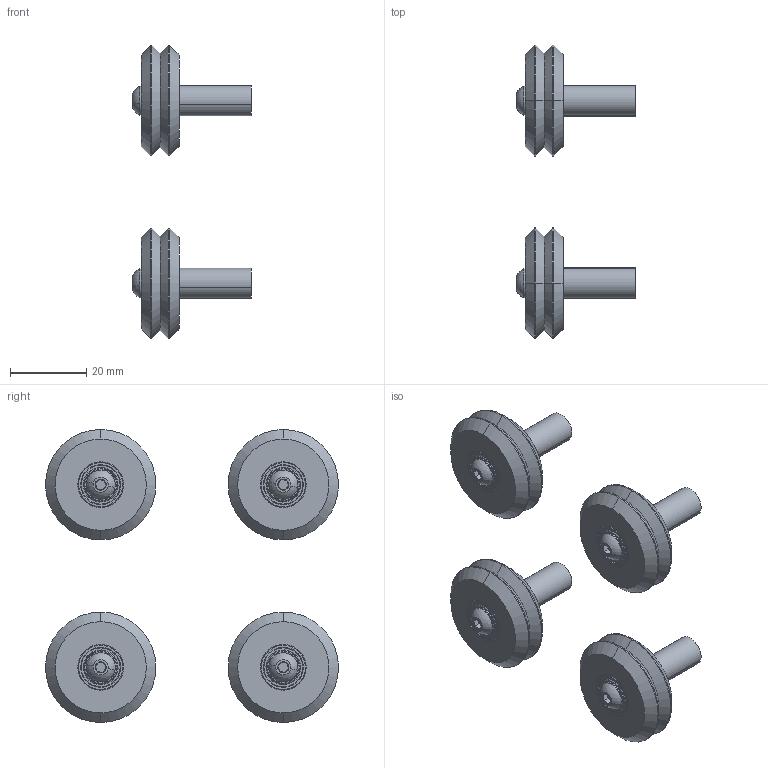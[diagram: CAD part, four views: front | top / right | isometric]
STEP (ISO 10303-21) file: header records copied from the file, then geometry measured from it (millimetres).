
FILE_DESCRIPTION (( 'STEP AP203' ), '1' );
FILE_NAME ('3205-0002-0002.STEP', '2018-08-08T20:23:27', ( '' ), ( '' ), 'SwSTEP 2.0', 'SolidWorks 2016', '' );
FILE_SCHEMA (( 'CONFIG_CONTROL_DESIGN' ));
Length unit declared in the file: millimetre
Products named in the file (6): 3205-0002-0002; 3600-0006-2910; 2802-0004-0008_92095A480; 3600-0006-2910 Assembly; 1503-6100-8190; 1600-0412-0006
Assembly tree (15 placements, depth 3):
  3205-0002-0002
    3600-0006-2910 Assembly  x4
      3600-0006-2910
      1600-0412-0006
    2802-0004-0008_92095A480  x4
    1503-6100-8190  x4
Bounding box: 31.2 x 77 x 77 mm (x, y, z)
Volume: 25610.9 mm3; surface area: 18629.5 mm2
Topology: 36 solids, 36 shells, 1308 faces, 2992 edges, 1848 vertices
Faces by surface type: cylinder 604, cone 304, plane 204, torus 160, bspline 28, sphere 8
Entity records: 19877 total; most frequent: CARTESIAN_POINT 13699, ORIENTED_EDGE 1176, DIRECTION 1082, EDGE_CURVE 588, AXIS2_PLACEMENT_3D 449, VERTEX_POINT 370, EDGE_LOOP 268, ADVANCED_FACE 247
